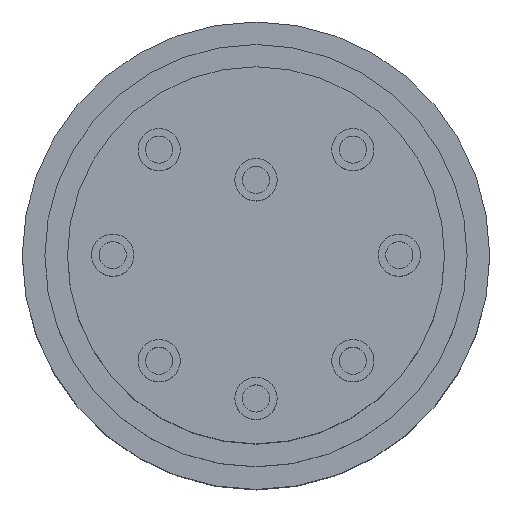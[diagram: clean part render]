
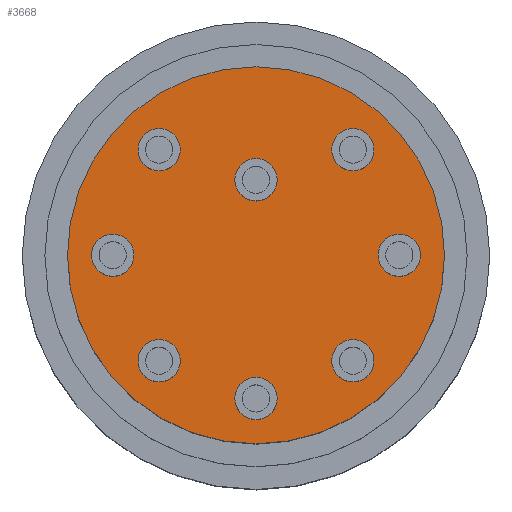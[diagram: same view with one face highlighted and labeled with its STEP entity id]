
A CAD part, top view. The second image highlights one B-rep face of the part: STEP entity #3668.
In plain terms, the highlighted planar face has unit normal (0, 0, 1).
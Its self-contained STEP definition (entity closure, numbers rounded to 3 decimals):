
#782=PLANE($,#3932);
#902=FACE_BOUND($,#1236,.T.);
#903=FACE_BOUND($,#1237,.T.);
#904=FACE_BOUND($,#1238,.T.);
#905=FACE_BOUND($,#1239,.T.);
#906=FACE_BOUND($,#1240,.T.);
#907=FACE_BOUND($,#1241,.T.);
#908=FACE_BOUND($,#1242,.T.);
#909=FACE_BOUND($,#1243,.T.);
#910=FACE_BOUND($,#1244,.T.);
#1236=EDGE_LOOP($,(#2478));
#1237=EDGE_LOOP($,(#2479));
#1238=EDGE_LOOP($,(#2480));
#1239=EDGE_LOOP($,(#2481));
#1240=EDGE_LOOP($,(#2482));
#1241=EDGE_LOOP($,(#2483));
#1242=EDGE_LOOP($,(#2484));
#1243=EDGE_LOOP($,(#2485));
#1244=EDGE_LOOP($,(#2486));
#1509=CIRCLE($,#3881,1.4);
#1513=CIRCLE($,#3888,1.4);
#1517=CIRCLE($,#3895,1.4);
#1521=CIRCLE($,#3902,1.4);
#1525=CIRCLE($,#3909,1.4);
#1529=CIRCLE($,#3916,1.4);
#1533=CIRCLE($,#3923,1.4);
#1537=CIRCLE($,#3930,1.4);
#1538=CIRCLE($,#3933,12.5);
#1587=VERTEX_POINT($,#4812);
#1591=VERTEX_POINT($,#4823);
#1595=VERTEX_POINT($,#4834);
#1599=VERTEX_POINT($,#4845);
#1603=VERTEX_POINT($,#4856);
#1607=VERTEX_POINT($,#4867);
#1611=VERTEX_POINT($,#4878);
#1615=VERTEX_POINT($,#4889);
#1616=VERTEX_POINT($,#4893);
#1941=EDGE_CURVE($,#1587,#1587,#1509,.T.);
#1945=EDGE_CURVE($,#1591,#1591,#1513,.T.);
#1949=EDGE_CURVE($,#1595,#1595,#1517,.T.);
#1953=EDGE_CURVE($,#1599,#1599,#1521,.T.);
#1957=EDGE_CURVE($,#1603,#1603,#1525,.T.);
#1961=EDGE_CURVE($,#1607,#1607,#1529,.T.);
#1965=EDGE_CURVE($,#1611,#1611,#1533,.T.);
#1969=EDGE_CURVE($,#1615,#1615,#1537,.T.);
#1970=EDGE_CURVE($,#1616,#1616,#1538,.T.);
#2478=ORIENTED_EDGE($,*,*,#1941,.T.);
#2479=ORIENTED_EDGE($,*,*,#1945,.T.);
#2480=ORIENTED_EDGE($,*,*,#1949,.T.);
#2481=ORIENTED_EDGE($,*,*,#1953,.T.);
#2482=ORIENTED_EDGE($,*,*,#1957,.T.);
#2483=ORIENTED_EDGE($,*,*,#1961,.T.);
#2484=ORIENTED_EDGE($,*,*,#1965,.T.);
#2485=ORIENTED_EDGE($,*,*,#1969,.T.);
#2486=ORIENTED_EDGE($,*,*,#1970,.F.);
#3668=ADVANCED_FACE($,(#902,#903,#904,#905,#906,#907,#908,#909,#910),#782,
 .F.);
#3881=AXIS2_PLACEMENT_3D($,#4813,#4113,#4114);
#3888=AXIS2_PLACEMENT_3D($,#4824,#4127,#4128);
#3895=AXIS2_PLACEMENT_3D($,#4835,#4141,#4142);
#3902=AXIS2_PLACEMENT_3D($,#4846,#4155,#4156);
#3909=AXIS2_PLACEMENT_3D($,#4857,#4169,#4170);
#3916=AXIS2_PLACEMENT_3D($,#4868,#4183,#4184);
#3923=AXIS2_PLACEMENT_3D($,#4879,#4197,#4198);
#3930=AXIS2_PLACEMENT_3D($,#4890,#4211,#4212);
#3932=AXIS2_PLACEMENT_3D($,#4892,#4215,#4216);
#3933=AXIS2_PLACEMENT_3D($,#4894,#4217,#4218);
#4113=DIRECTION('center_axis',(0.,0.,-1.));
#4114=DIRECTION('ref_axis',(-1.,0.,0.));
#4127=DIRECTION('center_axis',(0.,0.,-1.));
#4128=DIRECTION('ref_axis',(-1.,0.,0.));
#4141=DIRECTION('center_axis',(0.,0.,-1.));
#4142=DIRECTION('ref_axis',(-1.,0.,0.));
#4155=DIRECTION('center_axis',(0.,0.,-1.));
#4156=DIRECTION('ref_axis',(-1.,0.,0.));
#4169=DIRECTION('center_axis',(0.,0.,-1.));
#4170=DIRECTION('ref_axis',(-1.,0.,0.));
#4183=DIRECTION('center_axis',(0.,0.,-1.));
#4184=DIRECTION('ref_axis',(-1.,0.,0.));
#4197=DIRECTION('center_axis',(0.,0.,-1.));
#4198=DIRECTION('ref_axis',(-1.,0.,0.));
#4211=DIRECTION('center_axis',(0.,0.,-1.));
#4212=DIRECTION('ref_axis',(-1.,0.,0.));
#4215=DIRECTION('center_axis',(0.,0.,-1.));
#4216=DIRECTION('ref_axis',(-1.,0.,0.));
#4217=DIRECTION('center_axis',(0.,0.,-1.));
#4218=DIRECTION('ref_axis',(-1.,0.,0.));
#4812=CARTESIAN_POINT('',(1.4,5.,36.));
#4813=CARTESIAN_POINT('Origin',(0.,5.,36.));
#4823=CARTESIAN_POINT('',(1.4,-9.5,36.));
#4824=CARTESIAN_POINT('Origin',(0.,-9.5,36.));
#4834=CARTESIAN_POINT('',(7.823,7.,36.));
#4835=CARTESIAN_POINT('Origin',(6.423,7.,36.));
#4845=CARTESIAN_POINT('',(10.9,0.,36.));
#4846=CARTESIAN_POINT('Origin',(9.5,0.,36.));
#4856=CARTESIAN_POINT('',(7.823,-7.,36.));
#4857=CARTESIAN_POINT('Origin',(6.423,-7.,36.));
#4867=CARTESIAN_POINT('',(-5.023,-7.,36.));
#4868=CARTESIAN_POINT('Origin',(-6.423,-7.,36.));
#4878=CARTESIAN_POINT('',(-8.1,0.,36.));
#4879=CARTESIAN_POINT('Origin',(-9.5,0.,36.));
#4889=CARTESIAN_POINT('',(-5.023,7.,36.));
#4890=CARTESIAN_POINT('Origin',(-6.423,7.,36.));
#4892=CARTESIAN_POINT('Origin',(0.,0.,36.));
#4893=CARTESIAN_POINT('',(12.5,0.,36.));
#4894=CARTESIAN_POINT('Origin',(0.,0.,36.));
